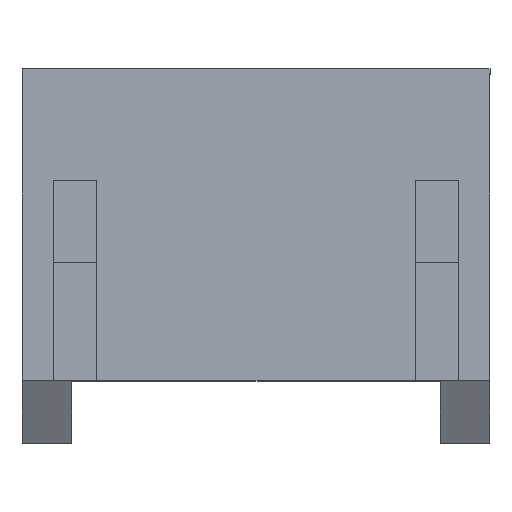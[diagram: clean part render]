
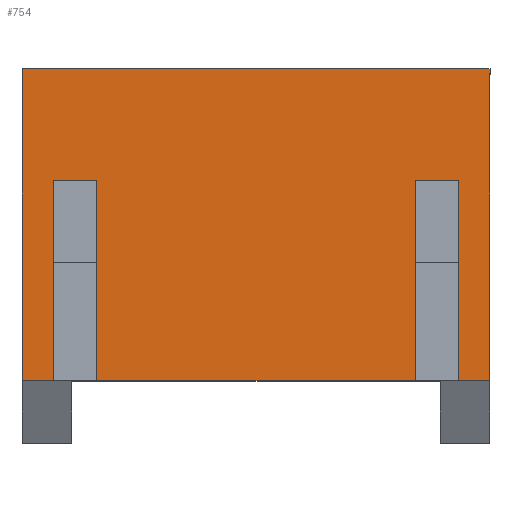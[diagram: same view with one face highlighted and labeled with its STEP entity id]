
A CAD part, top view. The second image highlights one B-rep face of the part: STEP entity #754.
In plain terms, the highlighted planar face has unit normal (0, 0, 1).
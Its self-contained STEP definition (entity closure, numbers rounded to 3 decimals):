
#199=CARTESIAN_POINT('',(3.25,-0.4,3.7));
#200=VERTEX_POINT('',#199);
#207=CARTESIAN_POINT('',(3.25,2.8,3.7));
#208=VERTEX_POINT('',#207);
#209=CARTESIAN_POINT('',(3.25,-0.4,3.7));
#210=DIRECTION('',(0.0,1.0,0.0));
#211=VECTOR('',#210,3.2);
#212=LINE('',#209,#211);
#213=EDGE_CURVE('',#200,#208,#212,.T.);
#295=CARTESIAN_POINT('',(-3.25,2.8,3.7));
#296=VERTEX_POINT('',#295);
#303=CARTESIAN_POINT('',(-3.25,-0.4,3.7));
#304=VERTEX_POINT('',#303);
#305=CARTESIAN_POINT('',(-3.25,2.8,3.7));
#306=DIRECTION('',(0.0,-1.0,0.0));
#307=VECTOR('',#306,3.2);
#308=LINE('',#305,#307);
#309=EDGE_CURVE('',#296,#304,#308,.T.);
#460=CARTESIAN_POINT('',(3.75,4.6,3.7));
#461=VERTEX_POINT('',#460);
#485=CARTESIAN_POINT('',(-3.75,4.6,3.7));
#486=VERTEX_POINT('',#485);
#493=CARTESIAN_POINT('',(3.75,4.6,3.7));
#494=DIRECTION('',(-1.0,0.0,0.0));
#495=VECTOR('',#494,7.5);
#496=LINE('',#493,#495);
#497=EDGE_CURVE('',#461,#486,#496,.T.);
#603=CARTESIAN_POINT('',(3.75,-0.4,3.7));
#604=VERTEX_POINT('',#603);
#611=CARTESIAN_POINT('',(3.75,-0.4,3.7));
#612=DIRECTION('',(-1.0,0.0,0.0));
#613=VECTOR('',#612,0.5);
#614=LINE('',#611,#613);
#615=EDGE_CURVE('',#604,#200,#614,.T.);
#619=CARTESIAN_POINT('',(2.55,-0.4,3.7));
#620=VERTEX_POINT('',#619);
#627=CARTESIAN_POINT('',(-2.55,-0.4,3.7));
#628=VERTEX_POINT('',#627);
#629=CARTESIAN_POINT('',(2.55,-0.4,3.7));
#630=DIRECTION('',(-1.0,0.0,0.0));
#631=VECTOR('',#630,5.1);
#632=LINE('',#629,#631);
#633=EDGE_CURVE('',#620,#628,#632,.T.);
#643=CARTESIAN_POINT('',(-3.75,-0.4,3.7));
#644=VERTEX_POINT('',#643);
#645=CARTESIAN_POINT('',(-3.25,-0.4,3.7));
#646=DIRECTION('',(-1.0,0.0,0.0));
#647=VECTOR('',#646,0.5);
#648=LINE('',#645,#647);
#649=EDGE_CURVE('',#304,#644,#648,.T.);
#665=CARTESIAN_POINT('',(2.55,2.8,3.7));
#666=VERTEX_POINT('',#665);
#667=CARTESIAN_POINT('',(3.25,2.8,3.7));
#668=DIRECTION('',(-1.0,0.0,0.0));
#669=VECTOR('',#668,0.7);
#670=LINE('',#667,#669);
#671=EDGE_CURVE('',#208,#666,#670,.T.);
#708=CARTESIAN_POINT('',(4.125,-0.65,3.7));
#709=DIRECTION('',(0.0,0.0,-1.0));
#710=DIRECTION('',(0.0,-1.0,0.0));
#711=AXIS2_PLACEMENT_3D('',#708,#709,#710);
#712=PLANE('',#711);
#713=ORIENTED_EDGE('',*,*,#649,.F.);
#714=ORIENTED_EDGE('',*,*,#309,.F.);
#715=CARTESIAN_POINT('',(-2.55,2.8,3.7));
#716=VERTEX_POINT('',#715);
#717=CARTESIAN_POINT('',(-2.55,2.8,3.7));
#718=DIRECTION('',(-1.0,0.0,0.0));
#719=VECTOR('',#718,0.7);
#720=LINE('',#717,#719);
#721=EDGE_CURVE('',#716,#296,#720,.T.);
#722=ORIENTED_EDGE('',*,*,#721,.F.);
#723=CARTESIAN_POINT('',(-2.55,-0.4,3.7));
#724=DIRECTION('',(0.0,1.0,0.0));
#725=VECTOR('',#724,3.2);
#726=LINE('',#723,#725);
#727=EDGE_CURVE('',#628,#716,#726,.T.);
#728=ORIENTED_EDGE('',*,*,#727,.F.);
#729=ORIENTED_EDGE('',*,*,#633,.F.);
#730=CARTESIAN_POINT('',(2.55,2.8,3.7));
#731=DIRECTION('',(0.0,-1.0,0.0));
#732=VECTOR('',#731,3.2);
#733=LINE('',#730,#732);
#734=EDGE_CURVE('',#666,#620,#733,.T.);
#735=ORIENTED_EDGE('',*,*,#734,.F.);
#736=ORIENTED_EDGE('',*,*,#671,.F.);
#737=ORIENTED_EDGE('',*,*,#213,.F.);
#738=ORIENTED_EDGE('',*,*,#615,.F.);
#739=CARTESIAN_POINT('',(3.75,4.6,3.7));
#740=DIRECTION('',(0.0,-1.0,0.0));
#741=VECTOR('',#740,5.);
#742=LINE('',#739,#741);
#743=EDGE_CURVE('',#461,#604,#742,.T.);
#744=ORIENTED_EDGE('',*,*,#743,.F.);
#745=ORIENTED_EDGE('',*,*,#497,.T.);
#746=CARTESIAN_POINT('',(-3.75,4.6,3.7));
#747=DIRECTION('',(0.0,-1.0,0.0));
#748=VECTOR('',#747,5.);
#749=LINE('',#746,#748);
#750=EDGE_CURVE('',#486,#644,#749,.T.);
#751=ORIENTED_EDGE('',*,*,#750,.T.);
#752=EDGE_LOOP('',(#713,#714,#722,#728,#729,#735,#736,#737,#738,#744,#745,#751));
#753=FACE_OUTER_BOUND('',#752,.T.);
#754=ADVANCED_FACE('',(#753),#712,.F.);
